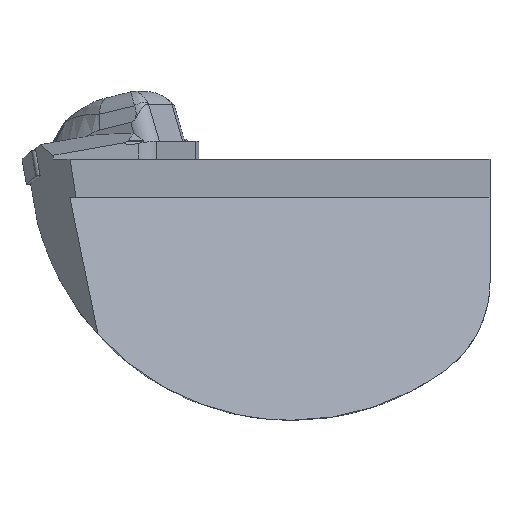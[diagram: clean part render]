
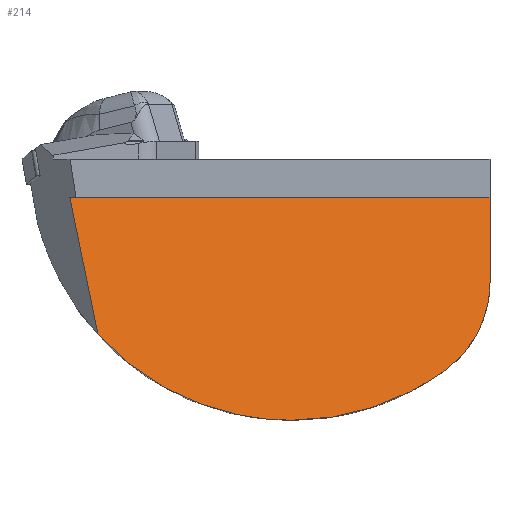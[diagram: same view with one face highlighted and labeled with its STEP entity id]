
A CAD part, top view. The second image highlights one B-rep face of the part: STEP entity #214.
In plain terms, the highlighted planar face has unit normal (0, 0.259, 0.966).
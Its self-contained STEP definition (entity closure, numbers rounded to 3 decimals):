
#180=ELLIPSE('',#1624,49.693,48.);
#181=ELLIPSE('',#1627,49.693,48.);
#182=ELLIPSE('',#1630,20.706,20.);
#214=ADVANCED_FACE('',(#336),#286,.F.);
#286=PLANE('',#1631);
#336=FACE_OUTER_BOUND('',#407,.T.);
#407=EDGE_LOOP('',(#633,#634,#635,#636,#637,#638,#639));
#633=ORIENTED_EDGE('',*,*,#1172,.F.);
#634=ORIENTED_EDGE('',*,*,#1099,.T.);
#635=ORIENTED_EDGE('',*,*,#1166,.T.);
#636=ORIENTED_EDGE('',*,*,#1171,.T.);
#637=ORIENTED_EDGE('',*,*,#1169,.T.);
#638=ORIENTED_EDGE('',*,*,#1173,.T.);
#639=ORIENTED_EDGE('',*,*,#1174,.T.);
#955=VERTEX_POINT('',#2141);
#956=VERTEX_POINT('',#2143);
#1006=VERTEX_POINT('',#2300);
#1008=VERTEX_POINT('',#2306);
#1009=VERTEX_POINT('',#2308);
#1010=VERTEX_POINT('',#2314);
#1011=VERTEX_POINT('',#2316);
#1099=EDGE_CURVE('',#956,#955,#1309,.T.);
#1166=EDGE_CURVE('',#955,#1006,#180,.T.);
#1169=EDGE_CURVE('',#1009,#1008,#181,.T.);
#1171=EDGE_CURVE('',#1006,#1009,#1356,.T.);
#1172=EDGE_CURVE('',#956,#1010,#1357,.T.);
#1173=EDGE_CURVE('',#1008,#1011,#182,.T.);
#1174=EDGE_CURVE('',#1011,#1010,#1358,.T.);
#1309=LINE('',#2142,#1425);
#1356=LINE('',#2311,#1472);
#1357=LINE('',#2313,#1473);
#1358=LINE('',#2317,#1474);
#1425=VECTOR('',#1745,1.);
#1472=VECTOR('',#1868,1.);
#1473=VECTOR('',#1871,1.);
#1474=VECTOR('',#1874,1.);
#1624=AXIS2_PLACEMENT_3D('',#2301,#1856,#1857);
#1627=AXIS2_PLACEMENT_3D('',#2307,#1863,#1864);
#1630=AXIS2_PLACEMENT_3D('',#2315,#1872,#1873);
#1631=AXIS2_PLACEMENT_3D('',#2318,#1875,#1876);
#1745=DIRECTION('',(0.194,-0.947,0.254));
#1856=DIRECTION('',(0.,0.259,0.966));
#1857=DIRECTION('',(0.,-0.966,0.259));
#1863=DIRECTION('',(0.,0.259,0.966));
#1864=DIRECTION('',(0.,-0.966,0.259));
#1868=DIRECTION('',(1.,0.,0.));
#1871=DIRECTION('',(1.,0.,0.));
#1872=DIRECTION('',(0.,0.259,0.966));
#1873=DIRECTION('',(0.,-0.966,0.259));
#1874=DIRECTION('',(0.,0.966,-0.259));
#1875=DIRECTION('',(0.,-0.259,-0.966));
#1876=DIRECTION('',(0.,-0.966,0.259));
#2141=CARTESIAN_POINT('',(-35.527,-32.278,6.773));
#2142=CARTESIAN_POINT('',(-34.86,-35.527,7.644));
#2143=CARTESIAN_POINT('',(-40.715,-7.,0.));
#2300=CARTESIAN_POINT('',(-0.001,-48.,10.986));
#2301=CARTESIAN_POINT('',(-0.001,0.,-1.876));
#2306=CARTESIAN_POINT('',(28.286,-38.78,8.516));
#2307=CARTESIAN_POINT('',(0.,0.,-1.876));
#2308=CARTESIAN_POINT('',(0.,-48.,10.986));
#2311=CARTESIAN_POINT('',(-100.,-48.,10.986));
#2313=CARTESIAN_POINT('',(-100.,-7.,0.));
#2314=CARTESIAN_POINT('',(36.5,-7.,0.));
#2315=CARTESIAN_POINT('',(16.5,-22.622,4.186));
#2316=CARTESIAN_POINT('',(36.5,-22.622,4.186));
#2317=CARTESIAN_POINT('',(36.5,-48.,10.986));
#2318=CARTESIAN_POINT('',(-100.,-48.,10.986));
